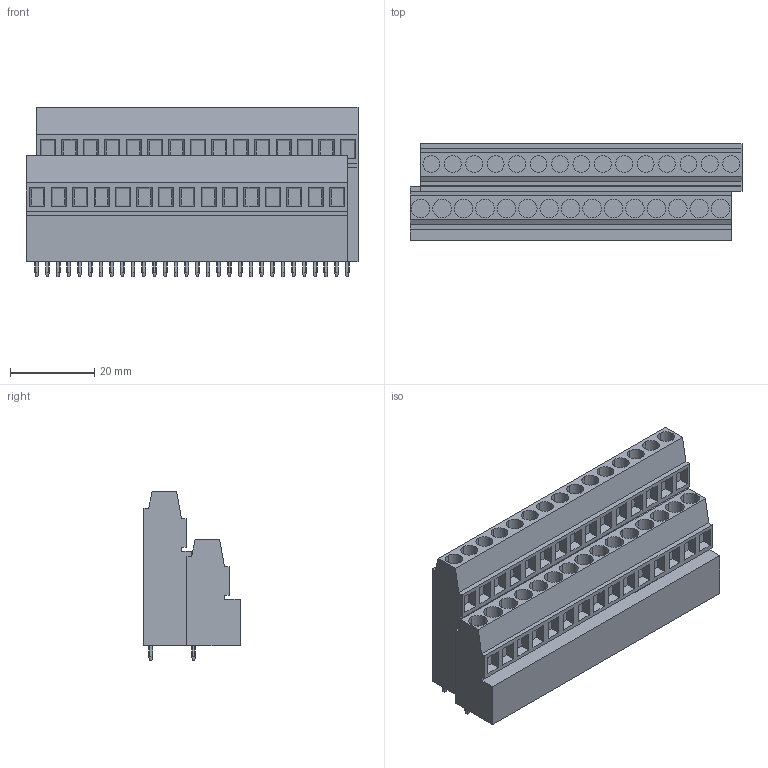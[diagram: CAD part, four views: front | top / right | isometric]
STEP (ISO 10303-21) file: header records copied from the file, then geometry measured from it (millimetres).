
FILE_DESCRIPTION(('CATIA V5 STEP Exchange','CAx-IF Rec.Pracs.--- Model Styling and Organization---1.2---2011-12-15'),'2;1');
FILE_NAME ('D1455735_0_1769370000_1769370000.stp','2018-09-07T14:59:14+00:00',('none'),('Weidmueller'),'CATIA Version 5-6 Release 2014','CATIA V5 STEP AP214','none');
FILE_SCHEMA(('AUTOMOTIVE_DESIGN { 1 0 10303 214 1 1 1 1 }'));
Length unit declared in the file: millimetre
Products named in the file (1): 1769370000
Bounding box: 78.74 x 22.8 x 40.1 mm (x, y, z)
Volume: 45000.2 mm3; surface area: 13356.4 mm2
Topology: 31 solids, 31 shells, 687 faces, 1695 edges, 1130 vertices
Faces by surface type: plane 627, cylinder 60
Entity records: 18913 total; most frequent: CARTESIAN_POINT 3610, ORIENTED_EDGE 3390, DIRECTION 2543, EDGE_CURVE 1695, VECTOR 1335, LINE 1335, VERTEX_POINT 1130, EDGE_LOOP 747
